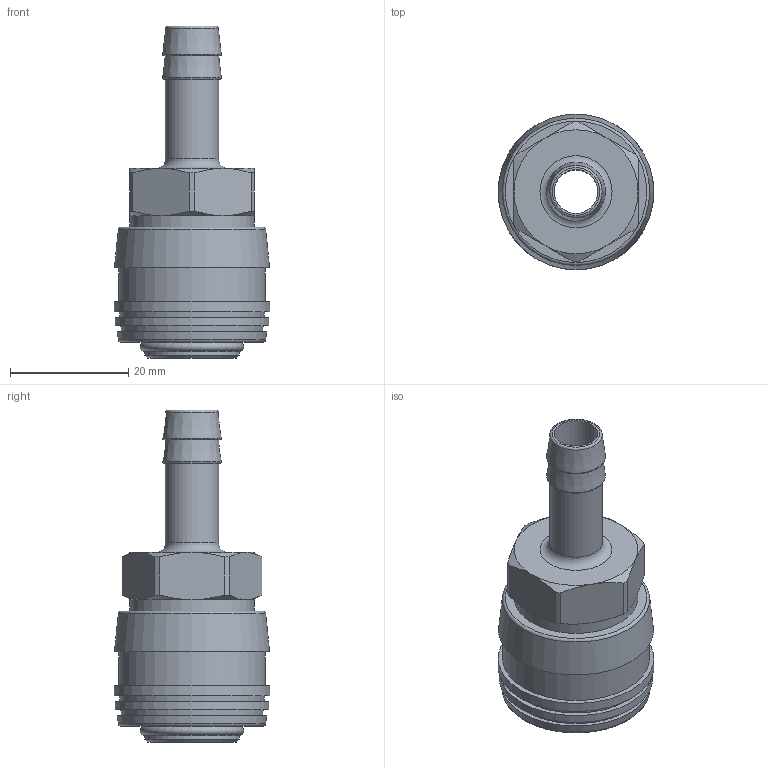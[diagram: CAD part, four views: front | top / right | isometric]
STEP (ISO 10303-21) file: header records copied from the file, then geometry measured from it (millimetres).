
FILE_DESCRIPTION(/* description */ ('STEP AP214'),/* implementation_level */ '2;1');
FILE_NAME(/* name */ '531641_KD4-N-9',/* time_stamp */ '2024-08-22T06:55:55+02:00',/* author */ ('License CC BY-ND 4.0'),/* organization */ ('CADENAS'),/* preprocessor_version */ 'ST-DEVELOPER v19.3',/* originating_system */ 'PARTsolutions',/* authorisation */ ' ');
FILE_SCHEMA (('AUTOMOTIVE_DESIGN {1 0 10303 214 3 1 1}'));
Length unit declared in the file: millimetre
Products named in the file (1): 531641 KD4-N-9
Bounding box: 26.4 x 26.4 x 56.2 mm (x, y, z)
Volume: 12459.5 mm3; surface area: 5859.8 mm2
Topology: 1 solids, 1 shells, 61 faces, 120 edges, 72 vertices
Faces by surface type: plane 19, cone 17, cylinder 13, torus 12
Full cylindrical faces by diameter (mm): 7.4 x1, 9 x1, 12 x1, 16 x1, 21 x1, 26 x1, 26.4 x1
Entity records: 1500 total; most frequent: CARTESIAN_POINT 302, DIRECTION 256, ORIENTED_EDGE 192, AXIS2_PLACEMENT_3D 122, EDGE_LOOP 98, FACE_BOUND 98, EDGE_CURVE 96, VERTEX_POINT 72
